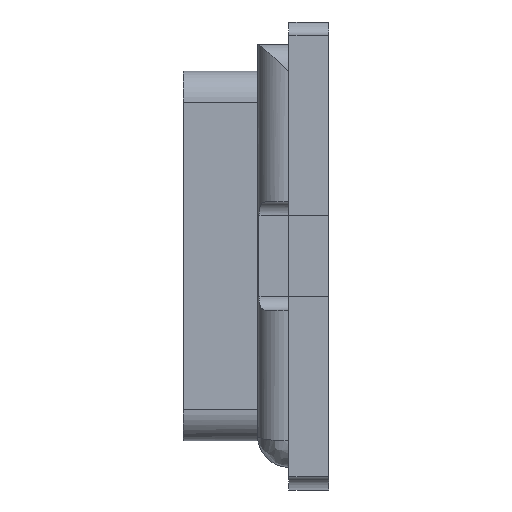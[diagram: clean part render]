
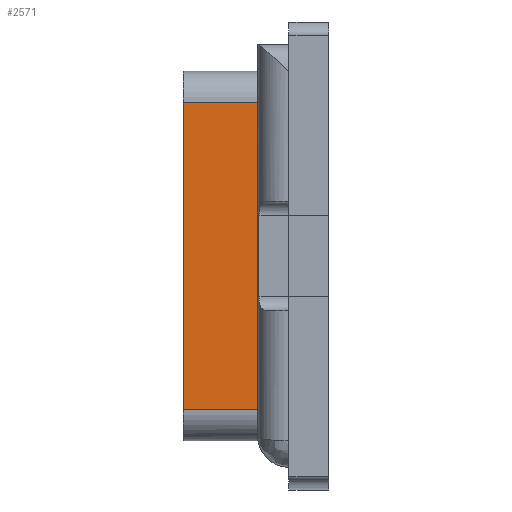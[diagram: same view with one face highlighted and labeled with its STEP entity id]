
A CAD part, left-side view. The second image highlights one B-rep face of the part: STEP entity #2571.
In plain terms, the highlighted planar face has unit normal (-1, 0, 0).
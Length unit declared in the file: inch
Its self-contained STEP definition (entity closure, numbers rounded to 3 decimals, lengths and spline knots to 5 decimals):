
#120 = LINE ( 'NONE', #148, #4607 ) ;
#124 = LINE ( 'NONE', #128, #4609 ) ;
#128 = CARTESIAN_POINT ( 'NONE',  ( -0.135, 0.015, -0.05819 ) ) ;
#129 = DIRECTION ( 'NONE',  ( 0., -1., 0. ) ) ;
#130 = LINE ( 'NONE', #131, #4611 ) ;
#131 = CARTESIAN_POINT ( 'NONE',  ( -0.135, 0.015, 0.05819 ) ) ;
#133 = DIRECTION ( 'NONE',  ( 0., 1., 0. ) ) ;
#147 = DIRECTION ( 'NONE',  ( 0., 0., 1. ) ) ;
#148 = CARTESIAN_POINT ( 'NONE',  ( -0.135, 0.02681, 0.08858 ) ) ;
#203 = ORIENTED_EDGE ( 'NONE', *, *, #513, .T. ) ;
#204 = ORIENTED_EDGE ( 'NONE', *, *, #2340, .T. ) ;
#206 = ORIENTED_EDGE ( 'NONE', *, *, #509, .T. ) ;
#213 = ORIENTED_EDGE ( 'NONE', *, *, #511, .T. ) ;
#509 = EDGE_CURVE ( 'NONE', #624, #623, #120, .T. ) ;
#511 = EDGE_CURVE ( 'NONE', #590, #624, #124, .T. ) ;
#513 = EDGE_CURVE ( 'NONE', #623, #617, #130, .T. ) ;
#590 = VERTEX_POINT ( 'NONE', #2592 ) ;
#617 = VERTEX_POINT ( 'NONE', #2517 ) ;
#623 = VERTEX_POINT ( 'NONE', #2512 ) ;
#624 = VERTEX_POINT ( 'NONE', #2511 ) ;
#1313 = PLANE ( 'NONE',  #2100 ) ;
#1330 = CARTESIAN_POINT ( 'NONE',  ( -0.135, 0.015, 0.08858 ) ) ;
#1331 = DIRECTION ( 'NONE',  ( 1., 0., 0. ) ) ;
#1332 = DIRECTION ( 'NONE',  ( 0., 0., -1. ) ) ;
#1521 = VECTOR ( 'NONE', #4875, 39.37008 ) ;
#2100 = AXIS2_PLACEMENT_3D ( 'NONE', #1330, #1331, #1332 ) ;
#2340 = EDGE_CURVE ( 'NONE', #617, #590, #4873, .T. ) ;
#2511 = CARTESIAN_POINT ( 'NONE',  ( -0.135, 0.02681, -0.05819 ) ) ;
#2512 = CARTESIAN_POINT ( 'NONE',  ( -0.135, 0.02681, 0.05819 ) ) ;
#2517 = CARTESIAN_POINT ( 'NONE',  ( -0.135, 0.055, 0.05819 ) ) ;
#2571 = ADVANCED_FACE ( 'NONE', ( #7218 ), #1313, .F. ) ;
#2592 = CARTESIAN_POINT ( 'NONE',  ( -0.135, 0.055, -0.05819 ) ) ;
#4607 = VECTOR ( 'NONE', #147, 39.37008 ) ;
#4609 = VECTOR ( 'NONE', #129, 39.37008 ) ;
#4611 = VECTOR ( 'NONE', #133, 39.37008 ) ;
#4873 = LINE ( 'NONE', #4874, #1521 ) ;
#4874 = CARTESIAN_POINT ( 'NONE',  ( -0.135, 0.055, 0.08858 ) ) ;
#4875 = DIRECTION ( 'NONE',  ( 0., 0., -1. ) ) ;
#6649 = EDGE_LOOP ( 'NONE', ( #206, #203, #204, #213 ) ) ;
#7218 = FACE_OUTER_BOUND ( 'NONE', #6649, .T. ) ;
